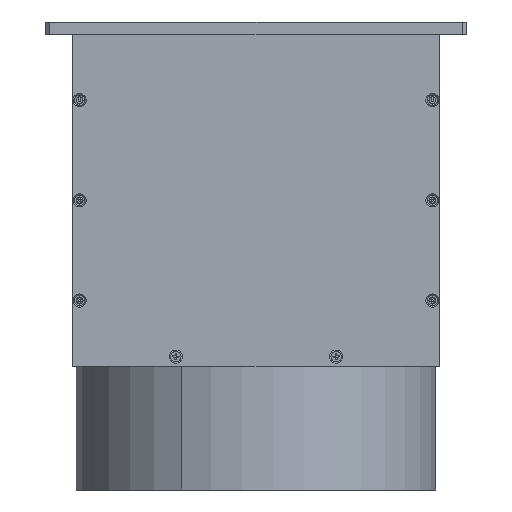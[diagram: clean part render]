
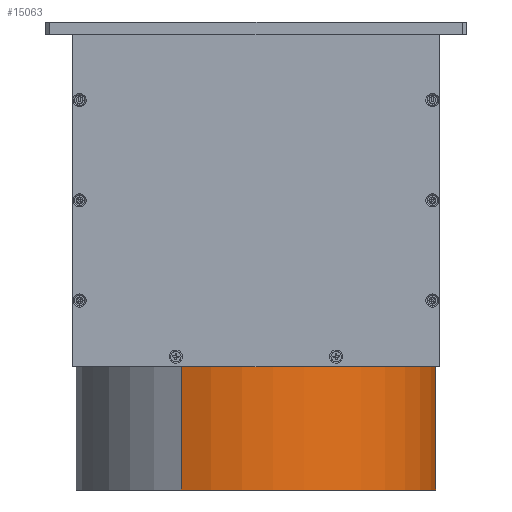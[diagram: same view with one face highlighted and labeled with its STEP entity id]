
A CAD part, left-side view. The second image highlights one B-rep face of the part: STEP entity #15063.
In plain terms, the highlighted cylindrical face has radius 90 mm (diameter 180 mm), a partial arc.
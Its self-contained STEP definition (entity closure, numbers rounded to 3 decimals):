
#473 = CARTESIAN_POINT ( 'NONE',  ( 81.934, -37.24, -133.535 ) ) ;
#1233 = ORIENTED_EDGE ( 'NONE', *, *, #13247, .T. ) ;
#2897 = CARTESIAN_POINT ( 'NONE',  ( 0., 0., -133.535 ) ) ;
#4613 = LINE ( 'NONE', #473, #18374 ) ;
#5227 = CARTESIAN_POINT ( 'NONE',  ( 81.934, -37.24, -61.5 ) ) ;
#5341 = ORIENTED_EDGE ( 'NONE', *, *, #10929, .F. ) ;
#5859 = VERTEX_POINT ( 'NONE', #13602 ) ;
#5878 = AXIS2_PLACEMENT_3D ( 'NONE', #21355, #10908, #21203 ) ;
#6887 = CIRCLE ( 'NONE', #13246, 90. ) ;
#6986 = DIRECTION ( 'NONE',  ( -0.91, 0.414, 0. ) ) ;
#7599 = EDGE_CURVE ( 'NONE', #5859, #13074, #4613, .T. ) ;
#7704 = DIRECTION ( 'NONE',  ( 0., 0., -1. ) ) ;
#9052 = EDGE_CURVE ( 'NONE', #5859, #15563, #6887, .T. ) ;
#9311 = VERTEX_POINT ( 'NONE', #11115 ) ;
#10090 = DIRECTION ( 'NONE',  ( -0.91, 0.414, 0. ) ) ;
#10459 = ORIENTED_EDGE ( 'NONE', *, *, #7599, .F. ) ;
#10908 = DIRECTION ( 'NONE',  ( 0., 0., -1. ) ) ;
#10929 = EDGE_CURVE ( 'NONE', #13074, #9311, #17261, .T. ) ;
#11061 = FACE_OUTER_BOUND ( 'NONE', #13681, .T. ) ;
#11115 = CARTESIAN_POINT ( 'NONE',  ( -81.934, 37.24, -61.5 ) ) ;
#11120 = VECTOR ( 'NONE', #7704, 1000. ) ;
#11916 = DIRECTION ( 'NONE',  ( 0., 0., -1. ) ) ;
#13074 = VERTEX_POINT ( 'NONE', #5227 ) ;
#13246 = AXIS2_PLACEMENT_3D ( 'NONE', #13957, #17416, #6986 ) ;
#13247 = EDGE_CURVE ( 'NONE', #15563, #9311, #20456, .T. ) ;
#13602 = CARTESIAN_POINT ( 'NONE',  ( 81.934, -37.24, 0. ) ) ;
#13681 = EDGE_LOOP ( 'NONE', ( #10459, #21459, #1233, #5341 ) ) ;
#13957 = CARTESIAN_POINT ( 'NONE',  ( 0., 0., 0. ) ) ;
#14264 = CARTESIAN_POINT ( 'NONE',  ( -81.934, 37.24, -133.535 ) ) ;
#14731 = CARTESIAN_POINT ( 'NONE',  ( -81.934, 37.24, 0. ) ) ;
#15063 = ADVANCED_FACE ( 'NONE', ( #11061 ), #18186, .T. ) ;
#15563 = VERTEX_POINT ( 'NONE', #14731 ) ;
#17261 = CIRCLE ( 'NONE', #5878, 90. ) ;
#17416 = DIRECTION ( 'NONE',  ( 0., 0., -1. ) ) ;
#18186 = CYLINDRICAL_SURFACE ( 'NONE', #22748, 90. ) ;
#18374 = VECTOR ( 'NONE', #21683, 1000. ) ;
#20456 = LINE ( 'NONE', #14264, #11120 ) ;
#21203 = DIRECTION ( 'NONE',  ( -0.91, 0.414, 0. ) ) ;
#21355 = CARTESIAN_POINT ( 'NONE',  ( 0., 0., -61.5 ) ) ;
#21459 = ORIENTED_EDGE ( 'NONE', *, *, #9052, .T. ) ;
#21683 = DIRECTION ( 'NONE',  ( 0., 0., -1. ) ) ;
#22748 = AXIS2_PLACEMENT_3D ( 'NONE', #2897, #11916, #10090 ) ;
